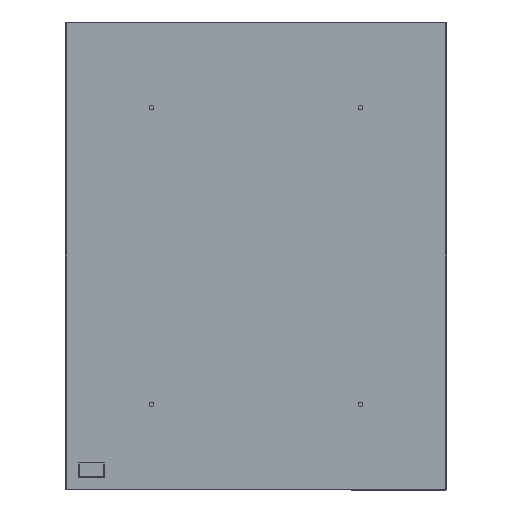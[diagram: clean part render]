
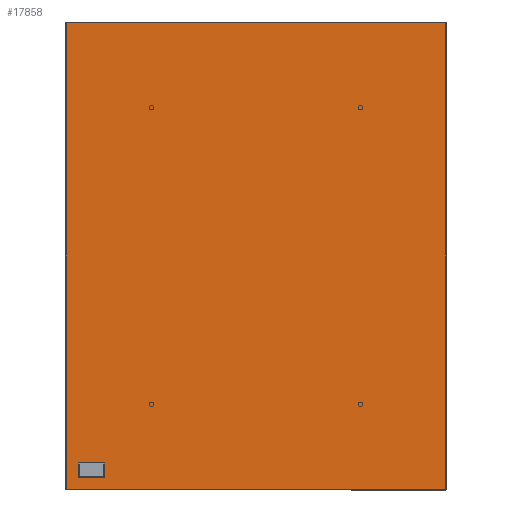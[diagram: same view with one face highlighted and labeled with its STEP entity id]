
A CAD part, left-side view. The second image highlights one B-rep face of the part: STEP entity #17858.
In plain terms, the highlighted planar face has unit normal (-1, 0, 0).
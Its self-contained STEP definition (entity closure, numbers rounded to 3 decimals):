
#17497=CARTESIAN_POINT('',(-1659.528,4381.865,1.131));
#17498=VERTEX_POINT('',#17497);
#17499=CARTESIAN_POINT('',(-1659.528,4381.865,544.869));
#17500=VERTEX_POINT('',#17499);
#17501=CARTESIAN_POINT('',(-1659.528,4381.865,1.131));
#17502=DIRECTION('',(0.0,0.0,1.0));
#17503=VECTOR('',#17502,543.737);
#17504=LINE('',#17501,#17503);
#17505=EDGE_CURVE('',#17498,#17500,#17504,.T.);
#17537=CARTESIAN_POINT('',(-1659.528,4381.533,545.2));
#17538=VERTEX_POINT('',#17537);
#17539=CARTESIAN_POINT('',(-1659.528,4381.865,544.869));
#17540=DIRECTION('',(0.0,-0.707,0.707));
#17541=VECTOR('',#17540,0.469);
#17542=LINE('',#17539,#17541);
#17543=EDGE_CURVE('',#17500,#17538,#17542,.T.);
#17568=CARTESIAN_POINT('',(-1659.528,3939.796,545.2));
#17569=VERTEX_POINT('',#17568);
#17570=CARTESIAN_POINT('',(-1659.528,4381.533,545.2));
#17571=DIRECTION('',(0.0,-1.0,0.0));
#17572=VECTOR('',#17571,441.737);
#17573=LINE('',#17570,#17572);
#17574=EDGE_CURVE('',#17538,#17569,#17573,.T.);
#17608=CARTESIAN_POINT('',(-1659.528,3939.465,544.869));
#17609=VERTEX_POINT('',#17608);
#17610=CARTESIAN_POINT('',(-1659.528,3939.796,545.2));
#17611=DIRECTION('',(0.0,-0.707,-0.707));
#17612=VECTOR('',#17611,0.469);
#17613=LINE('',#17610,#17612);
#17614=EDGE_CURVE('',#17569,#17609,#17613,.T.);
#17639=CARTESIAN_POINT('',(-1659.528,3939.465,1.131));
#17640=VERTEX_POINT('',#17639);
#17641=CARTESIAN_POINT('',(-1659.528,3939.465,544.869));
#17642=DIRECTION('',(0.0,0.0,-1.0));
#17643=VECTOR('',#17642,543.737);
#17644=LINE('',#17641,#17643);
#17645=EDGE_CURVE('',#17609,#17640,#17644,.T.);
#17670=CARTESIAN_POINT('',(-1659.528,3939.796,0.8));
#17671=VERTEX_POINT('',#17670);
#17672=CARTESIAN_POINT('',(-1659.528,3939.465,1.131));
#17673=DIRECTION('',(0.0,0.707,-0.707));
#17674=VECTOR('',#17673,0.469);
#17675=LINE('',#17672,#17674);
#17676=EDGE_CURVE('',#17640,#17671,#17675,.T.);
#17701=CARTESIAN_POINT('',(-1659.528,4381.533,0.8));
#17702=VERTEX_POINT('',#17701);
#17703=CARTESIAN_POINT('',(-1659.528,3939.796,0.8));
#17704=DIRECTION('',(0.0,1.0,0.0));
#17705=VECTOR('',#17704,441.737);
#17706=LINE('',#17703,#17705);
#17707=EDGE_CURVE('',#17671,#17702,#17706,.T.);
#17730=CARTESIAN_POINT('',(-1659.528,4381.533,0.8));
#17731=DIRECTION('',(0.0,0.707,0.707));
#17732=VECTOR('',#17731,0.469);
#17733=LINE('',#17730,#17732);
#17734=EDGE_CURVE('',#17702,#17498,#17733,.T.);
#17843=CARTESIAN_POINT('',(-1659.528,4160.665,0.799));
#17844=DIRECTION('',(-1.0,0.0,0.0));
#17845=DIRECTION('',(0.0,0.0,1.0));
#17846=AXIS2_PLACEMENT_3D('',#17843,#17844,#17845);
#17847=PLANE('',#17846);
#17848=ORIENTED_EDGE('',*,*,#17505,.F.);
#17849=ORIENTED_EDGE('',*,*,#17734,.F.);
#17850=ORIENTED_EDGE('',*,*,#17707,.F.);
#17851=ORIENTED_EDGE('',*,*,#17676,.F.);
#17852=ORIENTED_EDGE('',*,*,#17645,.F.);
#17853=ORIENTED_EDGE('',*,*,#17614,.F.);
#17854=ORIENTED_EDGE('',*,*,#17574,.F.);
#17855=ORIENTED_EDGE('',*,*,#17543,.F.);
#17856=EDGE_LOOP('',(#17848,#17849,#17850,#17851,#17852,#17853,#17854,#17855));
#17857=FACE_OUTER_BOUND('',#17856,.T.);
#17858=ADVANCED_FACE('',(#17857),#17847,.T.);
